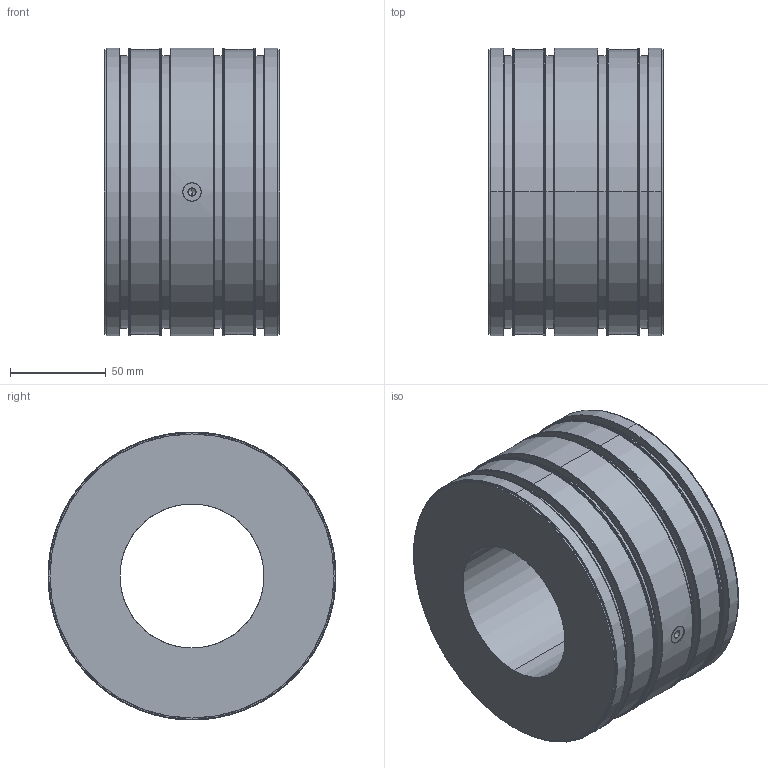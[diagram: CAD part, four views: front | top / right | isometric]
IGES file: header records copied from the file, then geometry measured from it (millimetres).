
Start section: SolidWorks IGES file using analytic representation for surfaces
Global section: file name: oavtb150i75.IGS; native system: SolidWorks 2014; preprocessor: SolidWorks 2014; author: Mena; date: 161109.103347; units: millimetre
Bounding box: 91.4 x 150 x 150 mm (x, y, z)
Surface area: 105555.8 mm2 (no closed solid volume)
Topology: 0 solids, 0 shells, 99 faces, 2494 edges, 2492 vertices
Faces by surface type: bspline 57, revolution 42
